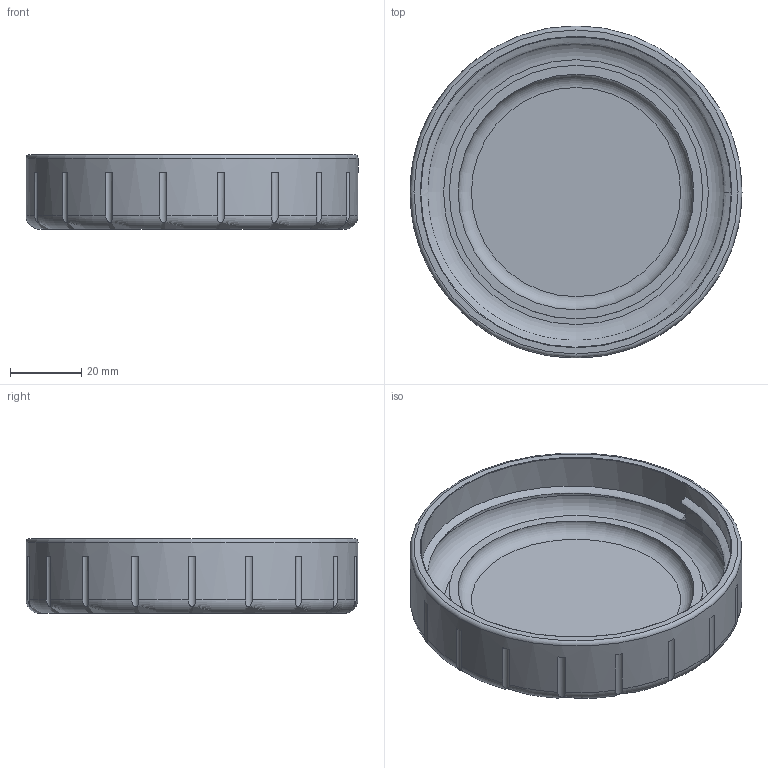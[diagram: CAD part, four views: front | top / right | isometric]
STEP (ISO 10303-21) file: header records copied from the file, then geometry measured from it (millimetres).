
FILE_DESCRIPTION(('FreeCAD Model'),'2;1');
FILE_NAME('Open CASCADE Shape Model','2025-09-05T03:37:15',(''),(''), 'Open CASCADE STEP processor 7.8','FreeCAD','Unknown');
FILE_SCHEMA(('AUTOMOTIVE_DESIGN { 1 0 10303 214 1 1 1 1 }'));
Length unit declared in the file: millimetre
Products named in the file (1): walmart-quart
Bounding box: 93 x 93 x 21.01 mm (x, y, z)
Volume: 37507.5 mm3; surface area: 25901 mm2
Topology: 1 solids, 1 shells, 54 faces, 139 edges, 90 vertices
Faces by surface type: plane 25, cylinder 23, torus 5, bspline 1
Full cylindrical faces by diameter (mm): 66 x1, 71 x1, 87 x2, 93 x1
Entity records: 7250 total; most frequent: CARTESIAN_POINT 4648, DIRECTION 439, ORIENTED_EDGE 278, PCURVE 278, DEFINITIONAL_REPRESENTATION 278, LINE 161, VECTOR 161, EDGE_CURVE 139
